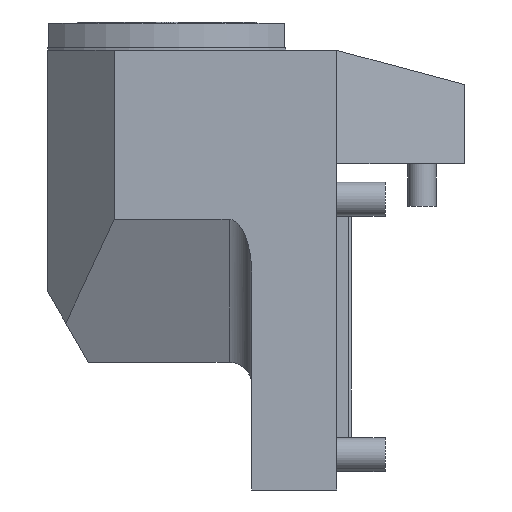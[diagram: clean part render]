
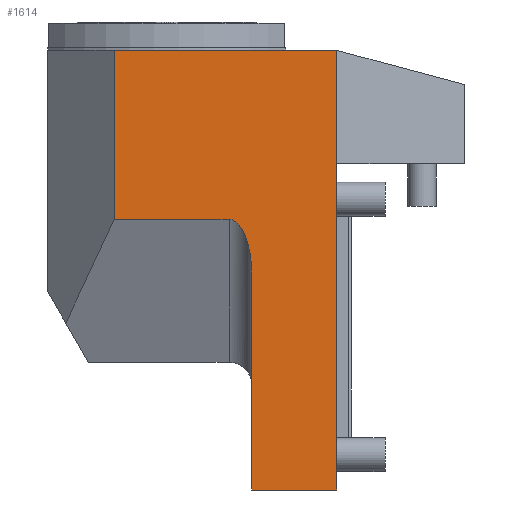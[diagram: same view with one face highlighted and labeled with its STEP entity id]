
A CAD part, front view. The second image highlights one B-rep face of the part: STEP entity #1614.
In plain terms, the highlighted planar face has unit normal (0, -1, 0).
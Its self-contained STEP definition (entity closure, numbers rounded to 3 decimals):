
#55=DIRECTION('',(0.,0.,-1.));
#56=VECTOR('',#55,40.);
#57=CARTESIAN_POINT('',(0.,-56.,97.5));
#58=LINE('',#57,#56);
#59=DIRECTION('',(0.,0.,-1.));
#60=VECTOR('',#59,115.);
#61=CARTESIAN_POINT('',(0.,-56.,57.5));
#62=LINE('',#61,#60);
#63=DIRECTION('',(-1.,0.,0.));
#64=VECTOR('',#63,30.);
#65=CARTESIAN_POINT('',(0.,-56.,-57.5));
#66=LINE('',#65,#64);
#67=DIRECTION('',(0.,0.,1.));
#68=VECTOR('',#67,76.466);
#69=CARTESIAN_POINT('',(-30.,-56.,-57.5));
#70=LINE('',#69,#68);
#71=DIRECTION('',(1.,0.,0.));
#72=VECTOR('',#71,40.5);
#73=CARTESIAN_POINT('',(-78.5,-56.,37.896));
#74=LINE('',#73,#72);
#75=DIRECTION('',(0.,0.,-1.));
#76=VECTOR('',#75,59.604);
#77=CARTESIAN_POINT('',(-78.5,-56.,97.5));
#78=LINE('',#77,#76);
#79=DIRECTION('',(-1.,0.,0.));
#80=VECTOR('',#79,78.5);
#81=CARTESIAN_POINT('',(0.,-56.,97.5));
#82=LINE('',#81,#80);
#186=CARTESIAN_POINT('',(-38.,-56.,37.896));
#187=CARTESIAN_POINT('',(-37.719,-56.,37.896));
#188=CARTESIAN_POINT('',(-37.225,-56.,37.83));
#189=CARTESIAN_POINT('',(-36.384,-56.,37.549));
#190=CARTESIAN_POINT('',(-35.518,-56.,37.012));
#191=CARTESIAN_POINT('',(-34.649,-56.,36.198));
#192=CARTESIAN_POINT('',(-33.902,-56.,35.261));
#193=CARTESIAN_POINT('',(-33.249,-56.,34.232));
#194=CARTESIAN_POINT('',(-32.481,-56.,32.755));
#195=CARTESIAN_POINT('',(-31.688,-56.,30.743));
#196=CARTESIAN_POINT('',(-30.954,-56.,28.111));
#197=CARTESIAN_POINT('',(-30.42,-56.,25.279));
#198=CARTESIAN_POINT('',(-30.083,-56.,22.249));
#199=CARTESIAN_POINT('',(-30.,-56.,20.088));
#200=CARTESIAN_POINT('',(-30.,-56.,18.966));
#1195=CARTESIAN_POINT('',(0.,-56.,-57.5));
#1197=VERTEX_POINT('',#1195);
#1199=CARTESIAN_POINT('',(0.,-56.,57.5));
#1201=VERTEX_POINT('',#1199);
#1227=CARTESIAN_POINT('',(-78.5,-56.,97.5));
#1229=VERTEX_POINT('',#1227);
#1231=CARTESIAN_POINT('',(-30.,-56.,-57.5));
#1233=VERTEX_POINT('',#1231);
#1235=CARTESIAN_POINT('',(-78.5,-56.,37.896));
#1236=VERTEX_POINT('',#1235);
#1263=CARTESIAN_POINT('',(-30.,-56.,18.966));
#1264=VERTEX_POINT('',#1263);
#1265=CARTESIAN_POINT('',(-38.,-56.,37.896));
#1266=VERTEX_POINT('',#1265);
#1273=CARTESIAN_POINT('',(0.,-56.,97.5));
#1274=VERTEX_POINT('',#1273);
#1592=CARTESIAN_POINT('',(0.,-56.,57.5));
#1593=DIRECTION('',(0.,1.,0.));
#1594=DIRECTION('',(0.,0.,-1.));
#1595=AXIS2_PLACEMENT_3D('',#1592,#1593,#1594);
#1596=PLANE('',#1595);
#1598=ORIENTED_EDGE('',*,*,#1597,.T.);
#1599=ORIENTED_EDGE('',*,*,#1540,.T.);
#1601=ORIENTED_EDGE('',*,*,#1600,.T.);
#1603=ORIENTED_EDGE('',*,*,#1602,.T.);
#1605=ORIENTED_EDGE('',*,*,#1604,.F.);
#1607=ORIENTED_EDGE('',*,*,#1606,.F.);
#1609=ORIENTED_EDGE('',*,*,#1608,.F.);
#1611=ORIENTED_EDGE('',*,*,#1610,.F.);
#1612=EDGE_LOOP('',(#1598,#1599,#1601,#1603,#1605,#1607,#1609,#1611));
#1613=FACE_OUTER_BOUND('',#1612,.F.);
#1614=ADVANCED_FACE('',(#1613),#1596,.F.);
#201=B_SPLINE_CURVE_WITH_KNOTS('',3,(#186,#187,#188,#189,#190,#191,#192,#193,
#194,#195,#196,#197,#198,#199,#200),.UNSPECIFIED.,.F.,.F.,(4,1,1,1,1,1,1,1,1,1,
1,1,4),(0.,0.031,0.063,0.125,0.188,0.25,0.313,0.375,0.5,
0.625,0.75,0.875,1.),.UNSPECIFIED.);
#1540=EDGE_CURVE('',#1201,#1197,#62,.T.);
#1597=EDGE_CURVE('',#1274,#1201,#58,.T.);
#1600=EDGE_CURVE('',#1197,#1233,#66,.T.);
#1602=EDGE_CURVE('',#1233,#1264,#70,.T.);
#1604=EDGE_CURVE('',#1266,#1264,#201,.T.);
#1606=EDGE_CURVE('',#1236,#1266,#74,.T.);
#1608=EDGE_CURVE('',#1229,#1236,#78,.T.);
#1610=EDGE_CURVE('',#1274,#1229,#82,.T.);
